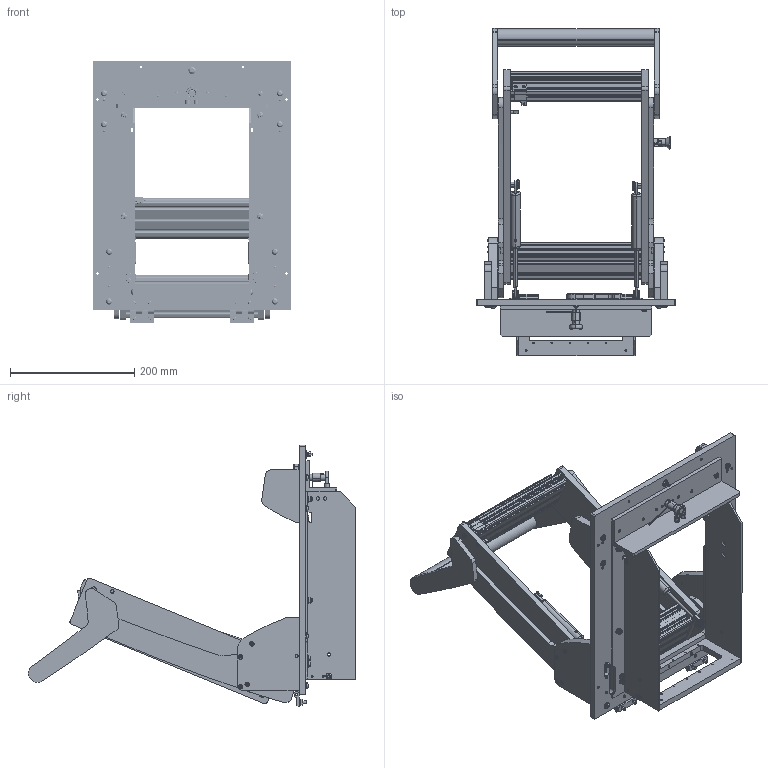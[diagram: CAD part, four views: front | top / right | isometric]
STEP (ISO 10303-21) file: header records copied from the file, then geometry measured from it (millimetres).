
FILE_DESCRIPTION (( 'STEP AP203' ), '1' );
FILE_NAME ('INGUN_43860_open.STEP', '2023-07-10T08:07:06', ( '' ), ( '' ), 'SwSTEP 2.0', 'SolidWorks 2021', '' );
FILE_SCHEMA (( 'CONFIG_CONTROL_DESIGN' ));
Length unit declared in the file: millimetre
Products named in the file (74): 36177~2; 43581~6_KUNDE<S>; 30955~0_S; DIN6325~n_03,0m6x010; K_02037~0; INGUN_43860_open; 114566~0_S; 35662~11_S; 53828~0_KUNDE<S>; 32578~1_S; 109980~1_offen<S>; 43198~4_KUNDE<S>; K_02038~0; DIN125~n_04,3 M04,0; 34328~1_S; 53031~0_S; 36201~3_S; 40571~0_mit Lehre gebohrt<S>; DIN125~n_05,3 M05,0 Fase; 3521~0_Spring Pin ISO 8752 - 3 x 16 - St; ISO7380~n_M05,0x020; 109963~0_KUNDE<S>; DIN6325~n_04,0m6x024; 35150~0_S; 49317~0; 43199~2_KUNDE<S>; 111995~2_S; 36176~0_S; ISO7380~n_M03,0x005; DIN912~n_M04,0x016; DIN6325~n_04,0m6x014; 2281~0; 43493~2_KUNDE<S>; ASR~asr_拱04,2x07x拌8; 31253~0_S; 112087~1_S; 37189~1_S; 109128~0_offen <S>; ISO7380~n_M05,0x008; 53829~2_KUNDE<S> ...
Assembly tree (166 placements, depth 5):
  INGUN_43860_open
    109980~1_offen<S>
      43589~4
      36175~4_S
      35662~11_S
      35663~9_S
      2281~0_180ø<Standard>  x2
        2281~0
      112064~0_S  x2
      53031~0_S
      35649~1_S
      37189~1_S
      31253~0_S
      30955~0_S
      30915~0
      ASR~asr_拱04,2x07x拌8  x2
      2528~0  x2
      31109~0
      36201~3_S
      DIN7991~n_M05,0x020  x7
      DIN6325~n_04,0m6x016  x2
      DIN6325~n_03,0m6x010  x4
      DIN7991~n_M05,0x016  x12
      DIN125~n_05,3 M05,0 Fase  x5
      DIN985-A2~n_M05,0  x5
      DIN6325~n_04,0m6x024
      DIN7991~n_M03,0x016 VA  x2
      DIN912~n_M04,0x012
      DIN6325~n_02,0m6x020
      ISO7380~n_M05,0x008  x2
      114566~0_S  x2
        112087~1_S
          111995~2_S
          112086~2_S
          DIN125~n_05,3 M05,0 Fase
        49317~0
        DIN912~n_M04,0x016
        DIN125~n_04,3 M04,0
        DIN125~n_06,4 M06,0 Fase
    109963~0_KUNDE<S>
      53829~2_KUNDE<S>
      43579~2_KUNDE<S>
    109967~0_KUNDE<S>
      53829~2_KUNDE<S>
      43579~2_KUNDE<S>
    109986~0_KUNDE<S>
      43198~4_KUNDE<S>
      43199~2_KUNDE<S>
      34328~1_S  x2
      40571~0_mit Lehre gebohrt<S>
      40569~1_S
      32587~6_S
      35097~0
      36177~2
      35150~0_S
      32724~1
      3521~0_Spring Pin ISO 8752 - 3 x 16 - St  x5
      32578~1_S  x2
      ISO7380~n_M03,0x005  x2
      DIN7991~n_M05,0x020  x7
Bounding box: 320 x 526.64 x 421.5 mm (x, y, z)
Volume: 2873868.9 mm3; surface area: 1134721.8 mm2
Topology: 169 solids, 169 shells, 3875 faces, 9736 edges, 6216 vertices
Faces by surface type: cylinder 1588, plane 1508, cone 563, bspline 81, torus 71, sphere 64
Entity records: 80091 total; most frequent: CARTESIAN_POINT 13552, DIRECTION 12534, ORIENTED_EDGE 11254, EDGE_CURVE 5627, AXIS2_PLACEMENT_3D 4731, VERTEX_POINT 3638, LINE 3072, VECTOR 3072
